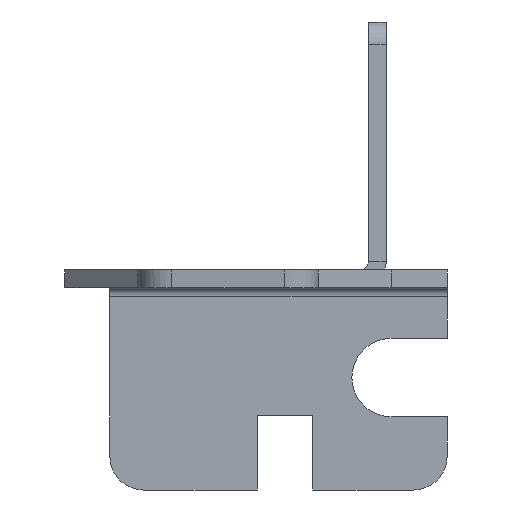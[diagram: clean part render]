
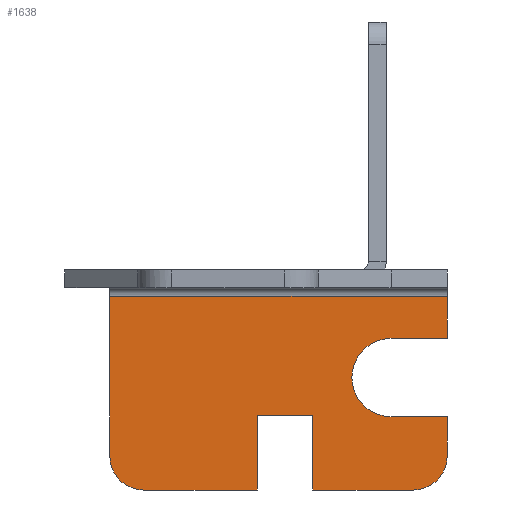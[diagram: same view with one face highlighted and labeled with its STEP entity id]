
A CAD part, front view. The second image highlights one B-rep face of the part: STEP entity #1638.
In plain terms, the highlighted planar face has unit normal (0, -1, 0).
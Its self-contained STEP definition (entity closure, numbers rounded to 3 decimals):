
#34=PLANE('',#1780);
#97=FACE_OUTER_BOUND('',#195,.T.);
#195=EDGE_LOOP('',(#1204,#1205,#1206,#1207,#1208,#1209,#1210,#1211,#1212,
#1213,#1214,#1215,#1216,#1217));
#332=LINE('',#2574,#512);
#333=LINE('',#2578,#513);
#334=LINE('',#2580,#514);
#335=LINE('',#2582,#515);
#336=LINE('',#2584,#516);
#337=LINE('',#2586,#517);
#338=LINE('',#2590,#518);
#339=LINE('',#2592,#519);
#340=LINE('',#2596,#520);
#341=LINE('',#2598,#521);
#342=LINE('',#2599,#522);
#512=VECTOR('',#2043,9.02);
#513=VECTOR('',#2046,4.27);
#514=VECTOR('',#2047,10.);
#515=VECTOR('',#2048,3.05);
#516=VECTOR('',#2049,10.);
#517=VECTOR('',#2050,3.51);
#518=VECTOR('',#2053,2.23);
#519=VECTOR('',#2054,3.17);
#520=VECTOR('',#2057,3.17);
#521=VECTOR('',#2058,2.37);
#522=VECTOR('',#2059,19.05);
#672=CIRCLE('',#1781,1.91);
#673=CIRCLE('',#1782,1.91);
#674=CIRCLE('',#1783,2.21);
#780=VERTEX_POINT('',#2572);
#781=VERTEX_POINT('',#2573);
#782=VERTEX_POINT('',#2575);
#783=VERTEX_POINT('',#2577);
#784=VERTEX_POINT('',#2579);
#785=VERTEX_POINT('',#2581);
#786=VERTEX_POINT('',#2583);
#787=VERTEX_POINT('',#2585);
#788=VERTEX_POINT('',#2587);
#789=VERTEX_POINT('',#2589);
#790=VERTEX_POINT('',#2591);
#791=VERTEX_POINT('',#2593);
#792=VERTEX_POINT('',#2595);
#793=VERTEX_POINT('',#2597);
#946=EDGE_CURVE('',#780,#781,#332,.T.);
#947=EDGE_CURVE('',#782,#780,#672,.T.);
#948=EDGE_CURVE('',#783,#782,#333,.T.);
#949=EDGE_CURVE('',#784,#783,#334,.T.);
#950=EDGE_CURVE('',#784,#785,#335,.T.);
#951=EDGE_CURVE('',#786,#785,#336,.T.);
#952=EDGE_CURVE('',#787,#786,#337,.T.);
#953=EDGE_CURVE('',#788,#787,#673,.T.);
#954=EDGE_CURVE('',#789,#788,#338,.T.);
#955=EDGE_CURVE('',#789,#790,#339,.T.);
#956=EDGE_CURVE('',#790,#791,#674,.T.);
#957=EDGE_CURVE('',#791,#792,#340,.T.);
#958=EDGE_CURVE('',#793,#792,#341,.T.);
#959=EDGE_CURVE('',#793,#781,#342,.T.);
#1204=ORIENTED_EDGE('',*,*,#946,.F.);
#1205=ORIENTED_EDGE('',*,*,#947,.F.);
#1206=ORIENTED_EDGE('',*,*,#948,.F.);
#1207=ORIENTED_EDGE('',*,*,#949,.F.);
#1208=ORIENTED_EDGE('',*,*,#950,.T.);
#1209=ORIENTED_EDGE('',*,*,#951,.F.);
#1210=ORIENTED_EDGE('',*,*,#952,.F.);
#1211=ORIENTED_EDGE('',*,*,#953,.F.);
#1212=ORIENTED_EDGE('',*,*,#954,.F.);
#1213=ORIENTED_EDGE('',*,*,#955,.T.);
#1214=ORIENTED_EDGE('',*,*,#956,.T.);
#1215=ORIENTED_EDGE('',*,*,#957,.T.);
#1216=ORIENTED_EDGE('',*,*,#958,.F.);
#1217=ORIENTED_EDGE('',*,*,#959,.T.);
#1638=ADVANCED_FACE('',(#97),#34,.F.);
#1780=AXIS2_PLACEMENT_3D('',#2571,#2041,#2042);
#1781=AXIS2_PLACEMENT_3D('',#2576,#2044,#2045);
#1782=AXIS2_PLACEMENT_3D('',#2588,#2051,#2052);
#1783=AXIS2_PLACEMENT_3D('',#2594,#2055,#2056);
#2041=DIRECTION('center_axis',(0.,1.,0.));
#2042=DIRECTION('ref_axis',(1.,0.,0.));
#2043=DIRECTION('',(0.,0.,1.));
#2044=DIRECTION('center_axis',(0.,1.,0.));
#2045=DIRECTION('ref_axis',(-0.707,0.,-0.707));
#2046=DIRECTION('',(-1.,0.,0.));
#2047=DIRECTION('',(0.,0.,-1.));
#2048=DIRECTION('',(1.,0.,0.));
#2049=DIRECTION('',(0.,0.,1.));
#2050=DIRECTION('',(-1.,0.,0.));
#2051=DIRECTION('center_axis',(0.,1.,0.));
#2052=DIRECTION('ref_axis',(0.707,0.,-0.707));
#2053=DIRECTION('',(0.,0.,-1.));
#2054=DIRECTION('',(-1.,0.,0.));
#2055=DIRECTION('center_axis',(0.,1.,0.));
#2056=DIRECTION('ref_axis',(0.,0.,-1.));
#2057=DIRECTION('',(1.,0.,0.));
#2058=DIRECTION('',(0.,0.,-1.));
#2059=DIRECTION('',(-1.,0.,0.));
#2571=CARTESIAN_POINT('Origin',(12.065,120.02,-5.227));
#2572=CARTESIAN_POINT('',(2.54,120.02,-9.52));
#2573=CARTESIAN_POINT('',(2.54,120.02,-0.5));
#2574=CARTESIAN_POINT('',(2.54,120.02,2.453));
#2575=CARTESIAN_POINT('',(4.45,120.02,-11.43));
#2576=CARTESIAN_POINT('Origin',(4.45,120.02,-9.52));
#2577=CARTESIAN_POINT('',(10.876,120.02,-11.43));
#2578=CARTESIAN_POINT('',(21.59,120.02,-11.43));
#2579=CARTESIAN_POINT('',(10.876,120.02,-7.24));
#2580=CARTESIAN_POINT('',(10.876,120.02,-8.328));
#2581=CARTESIAN_POINT('',(14.,120.02,-7.24));
#2582=CARTESIAN_POINT('',(11.493,120.02,-7.24));
#2583=CARTESIAN_POINT('',(14.,120.02,-11.43));
#2584=CARTESIAN_POINT('',(14.,120.02,-8.328));
#2585=CARTESIAN_POINT('',(19.68,120.02,-11.43));
#2586=CARTESIAN_POINT('',(21.59,120.02,-11.43));
#2587=CARTESIAN_POINT('',(21.59,120.02,-9.52));
#2588=CARTESIAN_POINT('Origin',(19.68,120.02,-9.52));
#2589=CARTESIAN_POINT('',(21.59,120.02,-7.29));
#2590=CARTESIAN_POINT('',(21.59,120.02,-0.5));
#2591=CARTESIAN_POINT('',(18.42,120.02,-7.29));
#2592=CARTESIAN_POINT('',(16.828,120.02,-7.29));
#2593=CARTESIAN_POINT('',(18.42,120.02,-2.87));
#2594=CARTESIAN_POINT('Origin',(18.42,120.02,-5.08));
#2595=CARTESIAN_POINT('',(21.59,120.02,-2.87));
#2596=CARTESIAN_POINT('',(15.243,120.02,-2.87));
#2597=CARTESIAN_POINT('',(21.59,120.02,-0.5));
#2598=CARTESIAN_POINT('',(21.59,120.02,-0.5));
#2599=CARTESIAN_POINT('',(12.065,120.02,-0.5));
